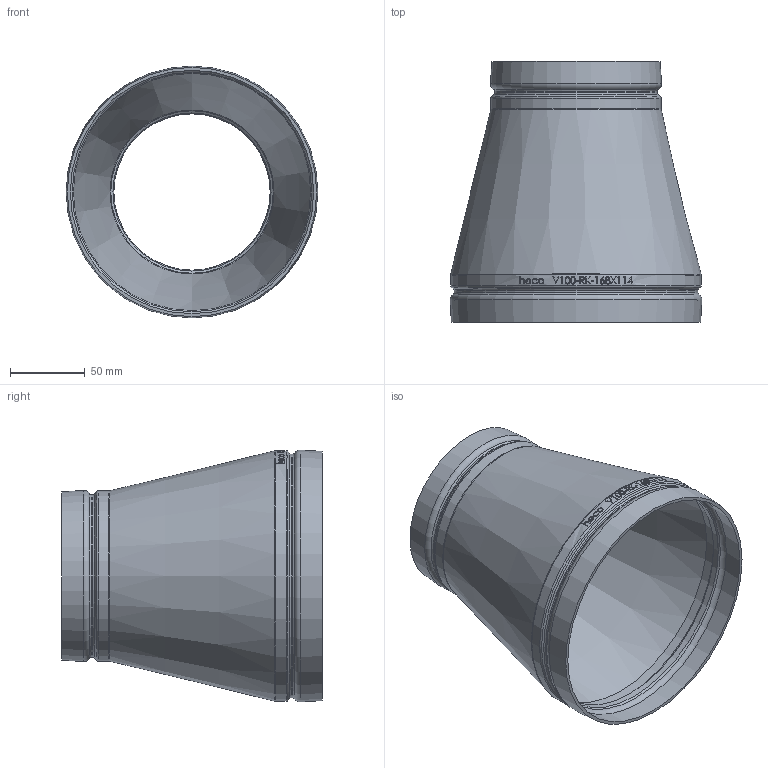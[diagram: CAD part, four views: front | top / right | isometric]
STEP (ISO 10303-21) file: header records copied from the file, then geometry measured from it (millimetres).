
FILE_DESCRIPTION (( 'STEP AP214' ), '1' );
FILE_NAME ('V100-RK-168X114-x Typ E495 DN150x100 600x400 Ø168,3x114,3 1812.STEP', '2018-12-18T10:49:01', ( '' ), ( '' ), 'SwSTEP 2.0', 'SolidWorks 2016', '' );
FILE_SCHEMA (( 'AUTOMOTIVE_DESIGN' ));
Length unit declared in the file: inch
Products named in the file (1): V100-RK-168X114-x Typ E495 DN150x100 600x400 Ø168,3x114,3 1812
Bounding box: 168.95 x 175.01 x 168.95 mm (x, y, z)
Volume: 159064.2 mm3; surface area: 161127.2 mm2
Topology: 1 solids, 1 shells, 251 faces, 645 edges, 424 vertices
Faces by surface type: plane 104, bspline 84, cylinder 36, torus 17, cone 10
Full cylindrical faces by diameter (mm): 104.841 x1, 108.839 x1, 110.302 x1, 114.3 x1, 159.273 x1, 163.271 x1, 164.277 x1, 168.275 x1
Entity records: 13912 total; most frequent: CARTESIAN_POINT 5923, ORIENTED_EDGE 1190, DIRECTION 824, EDGE_CURVE 595, VERTEX_POINT 409, EDGE_LOOP 316, AXIS2_PLACEMENT_3D 291, FACE_OUTER_BOUND 276
